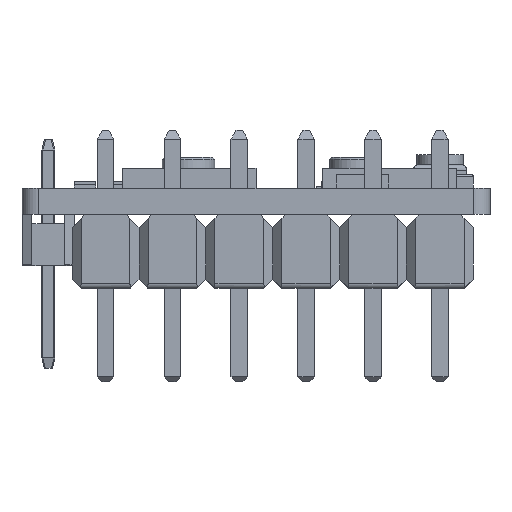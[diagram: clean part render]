
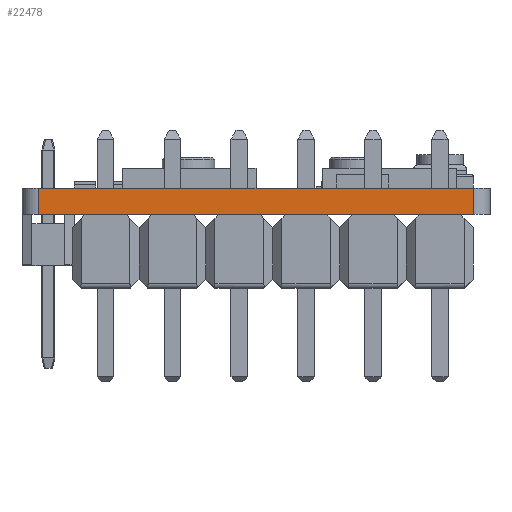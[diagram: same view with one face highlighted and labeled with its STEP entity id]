
A CAD part, left-side view. The second image highlights one B-rep face of the part: STEP entity #22478.
In plain terms, the highlighted planar face has unit normal (-1, 0, 0).
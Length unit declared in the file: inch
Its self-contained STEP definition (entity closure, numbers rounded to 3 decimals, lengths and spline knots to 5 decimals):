
#1559=PLANE('',#24783);
#3508=LINE('',#39005,#5572);
#3548=LINE('',#39231,#5612);
#3549=LINE('',#39234,#5613);
#3550=LINE('',#39235,#5614);
#5572=VECTOR('',#30812,0.3937);
#5612=VECTOR('',#31084,0.3937);
#5613=VECTOR('',#31087,0.3937);
#5614=VECTOR('',#31088,0.3937);
#7461=FACE_OUTER_BOUND('',#8859,.T.);
#8859=EDGE_LOOP('',(#20845,#20846,#20847,#20848));
#11437=VERTEX_POINT('',#39002);
#11438=VERTEX_POINT('',#39004);
#11508=VERTEX_POINT('',#39229);
#11509=VERTEX_POINT('',#39233);
#14556=EDGE_CURVE('',#11437,#11438,#3508,.T.);
#14662=EDGE_CURVE('',#11508,#11438,#3548,.T.);
#14663=EDGE_CURVE('',#11509,#11508,#3549,.T.);
#14664=EDGE_CURVE('',#11509,#11437,#3550,.T.);
#20845=ORIENTED_EDGE('',*,*,#14663,.T.);
#20846=ORIENTED_EDGE('',*,*,#14662,.T.);
#20847=ORIENTED_EDGE('',*,*,#14556,.F.);
#20848=ORIENTED_EDGE('',*,*,#14664,.F.);
#22478=ADVANCED_FACE('',(#7461),#1559,.T.);
#24783=AXIS2_PLACEMENT_3D('',#39232,#31085,#31086);
#30812=DIRECTION('',(0.,-1.,0.));
#31084=DIRECTION('',(0.,0.,1.));
#31085=DIRECTION('center_axis',(-1.,0.,0.));
#31086=DIRECTION('ref_axis',(0.,-1.,0.));
#31087=DIRECTION('',(0.,-1.,0.));
#31088=DIRECTION('',(0.,0.,1.));
#39002=CARTESIAN_POINT('',(0.,0.675,0.03937));
#39004=CARTESIAN_POINT('',(0.,0.025,0.03937));
#39005=CARTESIAN_POINT('',(0.,0.675,0.03937));
#39229=CARTESIAN_POINT('',(0.,0.025,0.));
#39231=CARTESIAN_POINT('',(0.,0.025,0.));
#39232=CARTESIAN_POINT('Origin',(0.,0.675,0.));
#39233=CARTESIAN_POINT('',(0.,0.675,0.));
#39234=CARTESIAN_POINT('',(0.,0.675,0.));
#39235=CARTESIAN_POINT('',(0.,0.675,0.));
